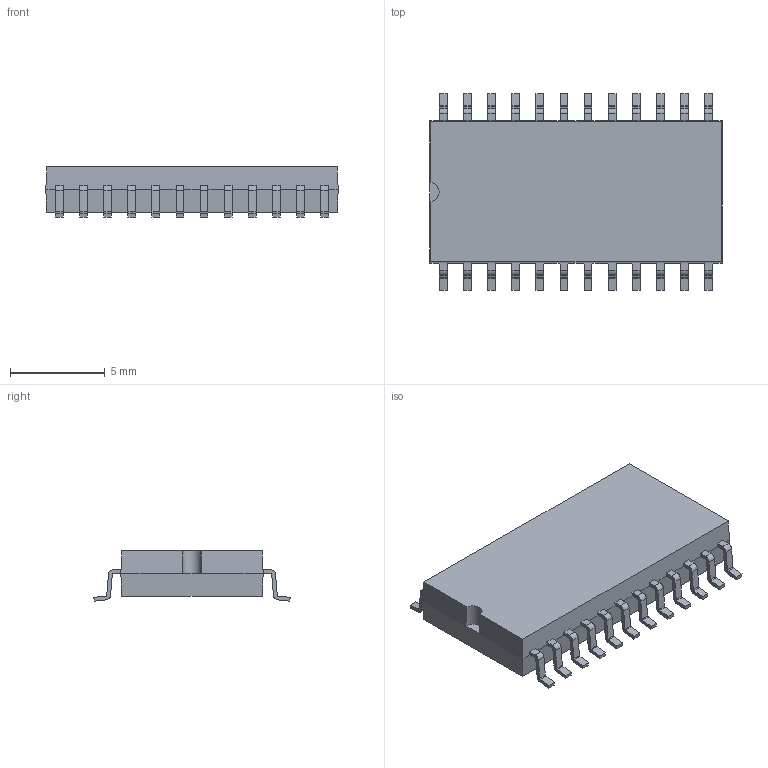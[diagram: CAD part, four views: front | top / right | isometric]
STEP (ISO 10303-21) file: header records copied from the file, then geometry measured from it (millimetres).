
FILE_DESCRIPTION (( 'STEP AP214' ), '1' );
FILE_NAME ('SOT23W.STEP', '2015-03-30T23:08:14', ( '' ), ( '' ), 'SwSTEP 2.0', 'SolidWorks 2014', '' );
FILE_SCHEMA (( 'AUTOMOTIVE_DESIGN' ));
Length unit declared in the file: millimetre
Products named in the file (1): SOT23W
Bounding box: 15.4 x 10.34 x 2.65 mm (x, y, z)
Volume: 278.4 mm3; surface area: 411 mm2
Topology: 1 solids, 1 shells, 325 faces, 915 edges, 592 vertices
Faces by surface type: plane 228, cylinder 97
Entity records: 10546 total; most frequent: CARTESIAN_POINT 1839, ORIENTED_EDGE 1830, DIRECTION 1759, EDGE_CURVE 915, LINE 719, VECTOR 719, VERTEX_POINT 592, AXIS2_PLACEMENT_3D 520
